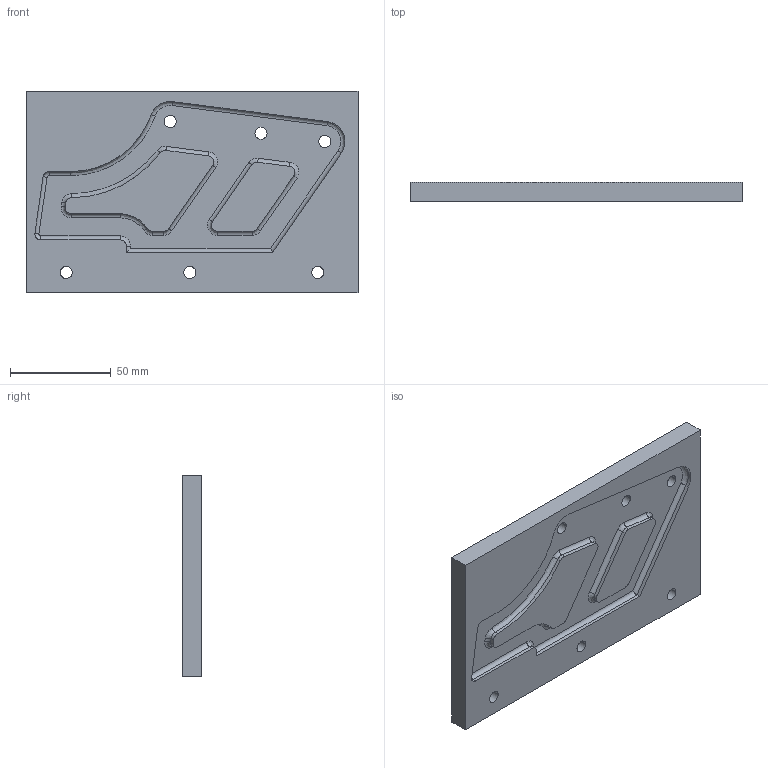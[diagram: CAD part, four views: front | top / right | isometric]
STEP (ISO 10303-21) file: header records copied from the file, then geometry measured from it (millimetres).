
FILE_DESCRIPTION(('CATIA V5 STEP Exchange'),'2;1');
FILE_NAME('GUIDE CHAINE HONDA V2 MOULE G.stp','2021-12-04T20:10:59+00:00',('none'),('none'),'CATIA Version 5-6 Release 2017','CATIA V5 STEP AP203','none');
FILE_SCHEMA(('CONFIG_CONTROL_DESIGN'));
Length unit declared in the file: millimetre
Products named in the file (1): GUIDE CHAINE HONDA V2 MOULE G
Bounding box: 165 x 9.5 x 100 mm (x, y, z)
Surface area: 40598.7 mm2 (no closed solid volume)
Topology: 0 solids, 1 shells, 89 faces, 219 edges, 135 vertices
Faces by surface type: cylinder 46, plane 25, revolution 18
Entity records: 2942 total; most frequent: CARTESIAN_POINT 832, ORIENTED_EDGE 438, DIRECTION 359, EDGE_CURVE 219, AXIS2_PLACEMENT_3D 165, VERTEX_POINT 135, VECTOR 106, LINE 106
